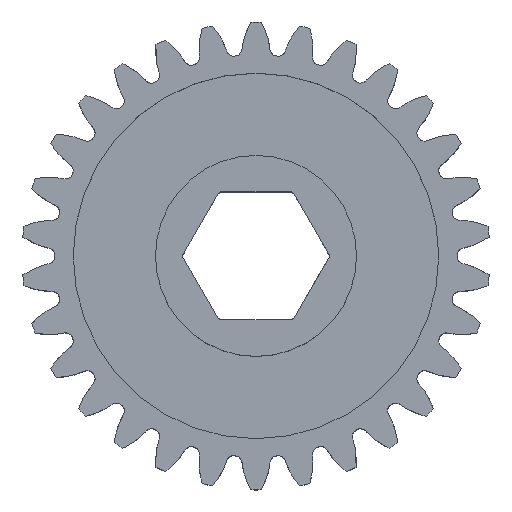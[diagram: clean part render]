
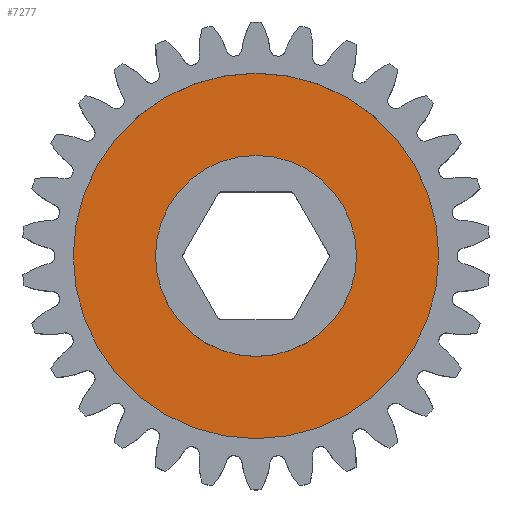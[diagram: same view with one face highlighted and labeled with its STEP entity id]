
A CAD part, top view. The second image highlights one B-rep face of the part: STEP entity #7277.
In plain terms, the highlighted planar face has unit normal (0, 0, 1).
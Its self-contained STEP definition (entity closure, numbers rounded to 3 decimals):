
#1357 = CARTESIAN_POINT ( 'NONE',  ( 0., 0., 3. ) ) ;
#1650 = EDGE_CURVE ( 'NONE', #2372, #21117, #15930, .T. ) ;
#2136 = CARTESIAN_POINT ( 'NONE',  ( 0., 0., 3. ) ) ;
#2372 = VERTEX_POINT ( 'NONE', #16858 ) ;
#5261 = CIRCLE ( 'NONE', #17369, 10. ) ;
#5335 = DIRECTION ( 'NONE',  ( -1., 0., 0. ) ) ;
#5487 = EDGE_CURVE ( 'NONE', #16745, #13825, #11475, .T. ) ;
#7277 = ADVANCED_FACE ( 'NONE', ( #23247, #8356 ), #20715, .F. ) ;
#7335 = DIRECTION ( 'NONE',  ( -1., 0., 0. ) ) ;
#7381 = DIRECTION ( 'NONE',  ( 0., 0., 1. ) ) ;
#7841 = CIRCLE ( 'NONE', #11081, 5.5 ) ;
#7928 = DIRECTION ( 'NONE',  ( 0., 0., 1. ) ) ;
#8356 = FACE_BOUND ( 'NONE', #22107, .T. ) ;
#9118 = EDGE_LOOP ( 'NONE', ( #21124, #22940 ) ) ;
#9186 = EDGE_CURVE ( 'NONE', #21117, #2372, #7841, .T. ) ;
#9383 = AXIS2_PLACEMENT_3D ( 'NONE', #22922, #10606, #24802 ) ;
#9489 = CARTESIAN_POINT ( 'NONE',  ( -5.5, 0., 3. ) ) ;
#10062 = EDGE_CURVE ( 'NONE', #13825, #16745, #5261, .T. ) ;
#10606 = DIRECTION ( 'NONE',  ( 0., 0., -1. ) ) ;
#11081 = AXIS2_PLACEMENT_3D ( 'NONE', #26229, #17855, #16074 ) ;
#11320 = DIRECTION ( 'NONE',  ( 0., 0., 1. ) ) ;
#11475 = CIRCLE ( 'NONE', #18657, 10. ) ;
#12679 = CARTESIAN_POINT ( 'NONE',  ( -10., 0., 3. ) ) ;
#13825 = VERTEX_POINT ( 'NONE', #12679 ) ;
#15161 = CARTESIAN_POINT ( 'NONE',  ( 10., 0., 3. ) ) ;
#15930 = CIRCLE ( 'NONE', #16081, 5.5 ) ;
#16074 = DIRECTION ( 'NONE',  ( -1., 0., 0. ) ) ;
#16081 = AXIS2_PLACEMENT_3D ( 'NONE', #2136, #7928, #16313 ) ;
#16313 = DIRECTION ( 'NONE',  ( -1., 0., 0. ) ) ;
#16745 = VERTEX_POINT ( 'NONE', #15161 ) ;
#16858 = CARTESIAN_POINT ( 'NONE',  ( 5.5, 0., 3. ) ) ;
#16891 = CARTESIAN_POINT ( 'NONE',  ( 0., 0., 3. ) ) ;
#17369 = AXIS2_PLACEMENT_3D ( 'NONE', #16891, #11320, #7335 ) ;
#17855 = DIRECTION ( 'NONE',  ( 0., 0., 1. ) ) ;
#18657 = AXIS2_PLACEMENT_3D ( 'NONE', #1357, #7381, #5335 ) ;
#20715 = PLANE ( 'NONE',  #9383 ) ;
#21117 = VERTEX_POINT ( 'NONE', #9489 ) ;
#21124 = ORIENTED_EDGE ( 'NONE', *, *, #5487, .T. ) ;
#22107 = EDGE_LOOP ( 'NONE', ( #25558, #22340 ) ) ;
#22340 = ORIENTED_EDGE ( 'NONE', *, *, #9186, .F. ) ;
#22922 = CARTESIAN_POINT ( 'NONE',  ( -0.481, 12.392, 3. ) ) ;
#22940 = ORIENTED_EDGE ( 'NONE', *, *, #10062, .T. ) ;
#23247 = FACE_OUTER_BOUND ( 'NONE', #9118, .T. ) ;
#24802 = DIRECTION ( 'NONE',  ( -1., 0., 0. ) ) ;
#25558 = ORIENTED_EDGE ( 'NONE', *, *, #1650, .F. ) ;
#26229 = CARTESIAN_POINT ( 'NONE',  ( 0., 0., 3. ) ) ;
